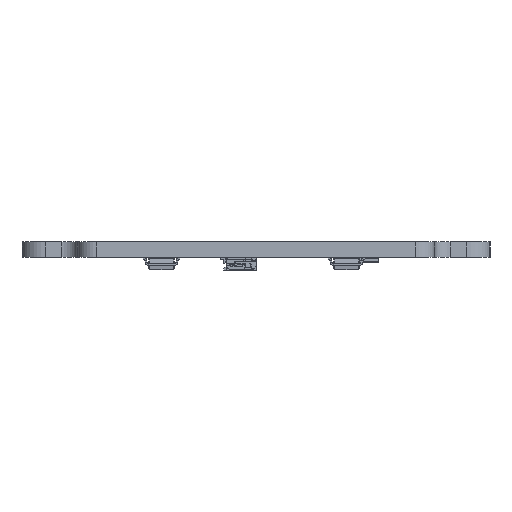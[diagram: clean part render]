
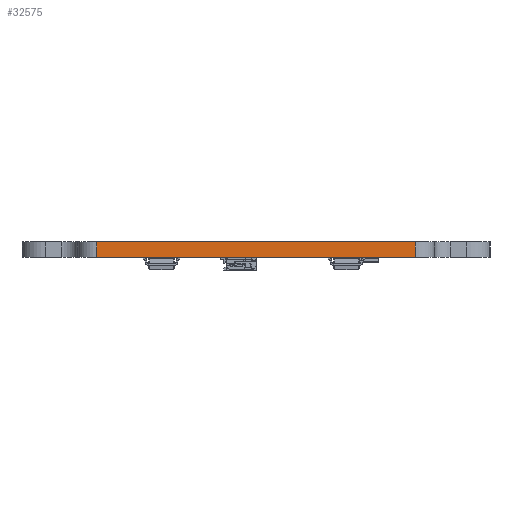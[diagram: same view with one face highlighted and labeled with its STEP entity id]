
A CAD part, left-side view. The second image highlights one B-rep face of the part: STEP entity #32575.
In plain terms, the highlighted planar face has unit normal (-1, 0, 0).
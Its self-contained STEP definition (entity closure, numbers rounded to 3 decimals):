
#29254 = VERTEX_POINT('',#29255);
#29255 = CARTESIAN_POINT('',(-7.8,-25.939,0.));
#29262 = EDGE_CURVE('',#29254,#29263,#29265,.T.);
#29263 = VERTEX_POINT('',#29264);
#29264 = CARTESIAN_POINT('',(-7.8,6.875,0.));
#29265 = LINE('',#29266,#29267);
#29266 = CARTESIAN_POINT('',(-7.8,-25.939,0.));
#29267 = VECTOR('',#29268,1.);
#29268 = DIRECTION('',(0.,1.,0.));
#31020 = VERTEX_POINT('',#31021);
#31021 = CARTESIAN_POINT('',(-7.8,-25.939,1.6));
#31028 = EDGE_CURVE('',#31020,#31029,#31031,.T.);
#31029 = VERTEX_POINT('',#31030);
#31030 = CARTESIAN_POINT('',(-7.8,6.875,1.6));
#31031 = LINE('',#31032,#31033);
#31032 = CARTESIAN_POINT('',(-7.8,-25.939,1.6));
#31033 = VECTOR('',#31034,1.);
#31034 = DIRECTION('',(0.,1.,0.));
#32545 = EDGE_CURVE('',#29263,#31029,#32546,.T.);
#32546 = LINE('',#32547,#32548);
#32547 = CARTESIAN_POINT('',(-7.8,6.875,0.));
#32548 = VECTOR('',#32549,1.);
#32549 = DIRECTION('',(0.,0.,1.));
#32575 = ADVANCED_FACE('',(#32576),#32587,.T.);
#32576 = FACE_BOUND('',#32577,.T.);
#32577 = EDGE_LOOP('',(#32578,#32584,#32585,#32586));
#32578 = ORIENTED_EDGE('',*,*,#32579,.T.);
#32579 = EDGE_CURVE('',#29254,#31020,#32580,.T.);
#32580 = LINE('',#32581,#32582);
#32581 = CARTESIAN_POINT('',(-7.8,-25.939,0.));
#32582 = VECTOR('',#32583,1.);
#32583 = DIRECTION('',(0.,0.,1.));
#32584 = ORIENTED_EDGE('',*,*,#31028,.T.);
#32585 = ORIENTED_EDGE('',*,*,#32545,.F.);
#32586 = ORIENTED_EDGE('',*,*,#29262,.F.);
#32587 = PLANE('',#32588);
#32588 = AXIS2_PLACEMENT_3D('',#32589,#32590,#32591);
#32589 = CARTESIAN_POINT('',(-7.8,-25.939,0.));
#32590 = DIRECTION('',(-1.,0.,0.));
#32591 = DIRECTION('',(0.,1.,0.));
